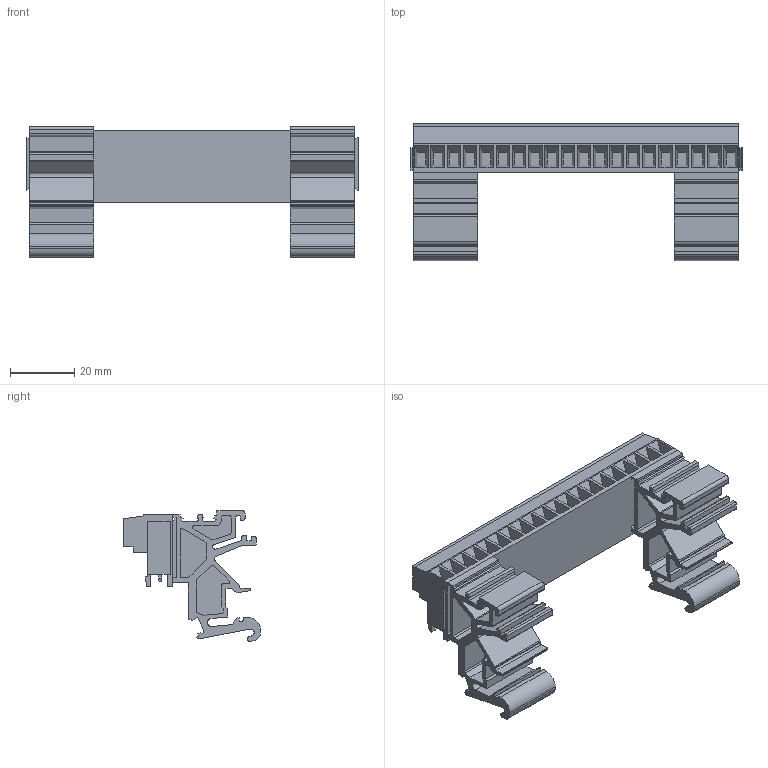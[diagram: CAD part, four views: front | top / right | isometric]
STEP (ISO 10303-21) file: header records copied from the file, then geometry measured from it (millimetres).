
FILE_DESCRIPTION(('CATIA V5 STEP Exchange','CAx-IF Rec.Pracs.--- Model Styling and Organization---1.2---2011-12-15'),'2;1');
FILE_NAME ('D1457446_0_1846190000_1846190000.stp','2018-11-23T06:52:55+00:00',('none'),('Weidmueller'),'CATIA Version 5-6 Release 2014','CATIA V5 STEP AP214','none');
FILE_SCHEMA(('AUTOMOTIVE_DESIGN { 1 0 10303 214 1 1 1 1 }'));
Length unit declared in the file: millimetre
Products named in the file (1): 1846190000
Bounding box: 103.6 x 42.75 x 40.82 mm (x, y, z)
Volume: 32619 mm3; surface area: 27831.6 mm2
Topology: 21 solids, 21 shells, 974 faces, 2676 edges, 1754 vertices
Faces by surface type: plane 798, cylinder 176
Entity records: 27728 total; most frequent: ORIENTED_EDGE 5352, CARTESIAN_POINT 4999, DIRECTION 3572, EDGE_CURVE 2676, VECTOR 2244, LINE 2244, VERTEX_POINT 1754, EDGE_LOOP 1028
